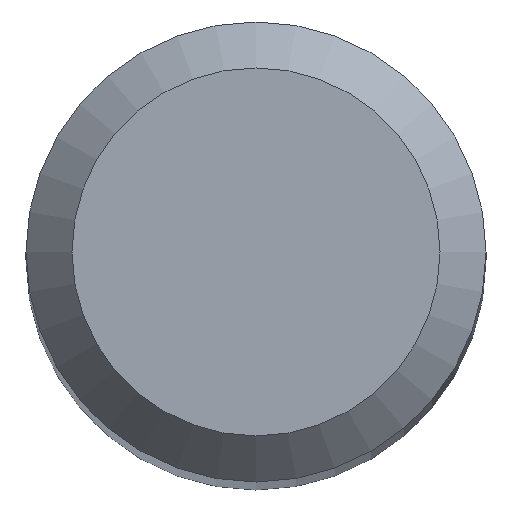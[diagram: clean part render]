
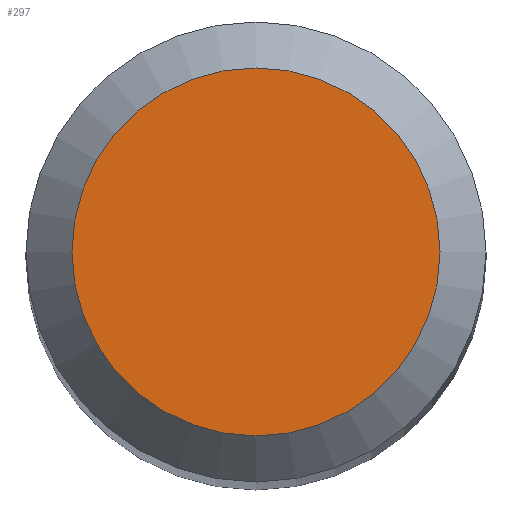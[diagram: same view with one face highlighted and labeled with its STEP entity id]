
A CAD part, top view. The second image highlights one B-rep face of the part: STEP entity #297.
In plain terms, the highlighted planar face has unit normal (0, 0, 1).
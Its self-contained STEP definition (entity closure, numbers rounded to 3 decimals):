
#8 = AXIS2_PLACEMENT_3D ( 'NONE', #113, #93, #66 ) ;
#17 = AXIS2_PLACEMENT_3D ( 'NONE', #161, #87, #248 ) ;
#66 = DIRECTION ( 'NONE',  ( 0., 1., 0. ) ) ;
#78 = EDGE_CURVE ( 'NONE', #199, #199, #141, .T. ) ;
#87 = DIRECTION ( 'NONE',  ( 0., 0., -1. ) ) ;
#93 = DIRECTION ( 'NONE',  ( 0., 0., -1. ) ) ;
#113 = CARTESIAN_POINT ( 'NONE',  ( 0., 0., 50. ) ) ;
#141 = CIRCLE ( 'NONE', #8, 1.2 ) ;
#161 = CARTESIAN_POINT ( 'NONE',  ( 0., 0., 50. ) ) ;
#167 = ORIENTED_EDGE ( 'NONE', *, *, #78, .F. ) ;
#178 = CARTESIAN_POINT ( 'NONE',  ( 0., 1.2, 50. ) ) ;
#184 = PLANE ( 'NONE',  #17 ) ;
#199 = VERTEX_POINT ( 'NONE', #178 ) ;
#248 = DIRECTION ( 'NONE',  ( 0., 1., 0. ) ) ;
#250 = EDGE_LOOP ( 'NONE', ( #167 ) ) ;
#297 = ADVANCED_FACE ( 'NONE', ( #299 ), #184, .F. ) ;
#299 = FACE_OUTER_BOUND ( 'NONE', #250, .T. ) ;
